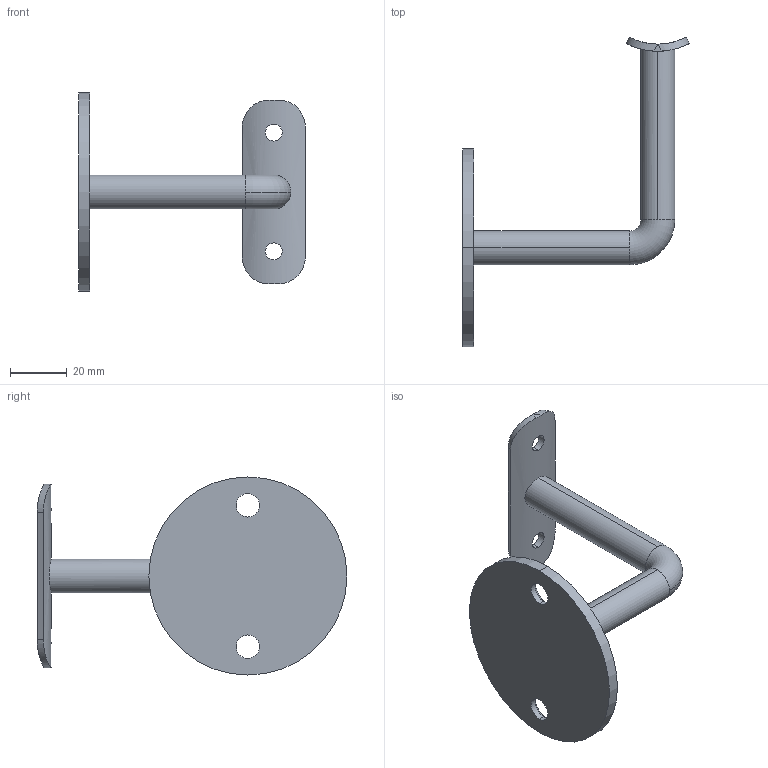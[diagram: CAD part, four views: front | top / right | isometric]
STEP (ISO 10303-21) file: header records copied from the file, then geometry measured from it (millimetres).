
FILE_DESCRIPTION (( 'STEP AP203' ), '1' );
FILE_NAME ('3D_GW2702_42.4_188671610.STEP', '2024-09-26T13:10:49', ( '' ), ( '' ), 'SwSTEP 2.0', 'SolidWorks 2024', '' );
FILE_SCHEMA (( 'CONFIG_CONTROL_DESIGN' ));
Length unit declared in the file: millimetre
Products named in the file (1): 3D_GW2702_42.4_188671610
Bounding box: 80.18 x 109.51 x 70 mm (x, y, z)
Volume: 32813.6 mm3; surface area: 16282.1 mm2
Topology: 1 solids, 1 shells, 32 faces, 78 edges, 50 vertices
Faces by surface type: cylinder 20, plane 6, cone 4, torus 2
Entity records: 1535 total; most frequent: CARTESIAN_POINT 695, ORIENTED_EDGE 156, DIRECTION 156, EDGE_CURVE 78, AXIS2_PLACEMENT_3D 63, VERTEX_POINT 50, EDGE_LOOP 42, ADVANCED_FACE 32
